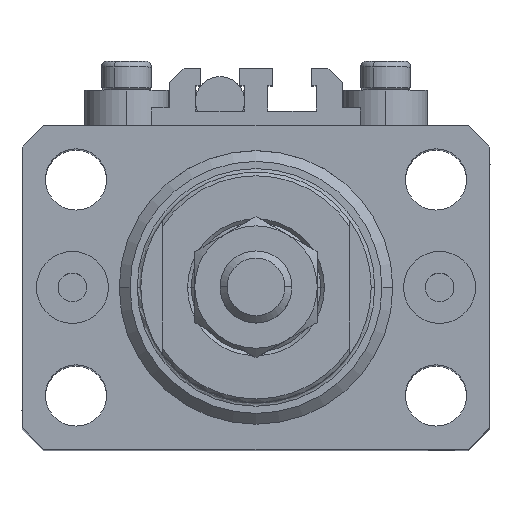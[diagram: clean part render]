
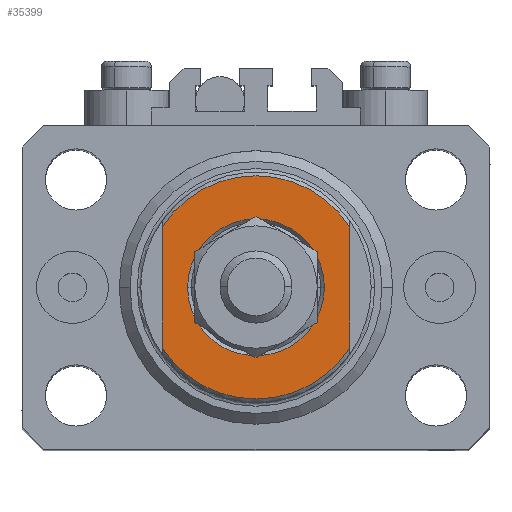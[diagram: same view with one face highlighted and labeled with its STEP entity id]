
A CAD part, top view. The second image highlights one B-rep face of the part: STEP entity #35399.
In plain terms, the highlighted face is planar.
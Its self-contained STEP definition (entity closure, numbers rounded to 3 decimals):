
#579 = VERTEX_POINT ( 'NONE', #3555 ) ;
#2120 = CARTESIAN_POINT ( 'NONE',  ( 0., 0., -6.5 ) ) ;
#2468 = EDGE_CURVE ( 'NONE', #47403, #15024, #9922, .T. ) ;
#3463 = VERTEX_POINT ( 'NONE', #35417 ) ;
#3555 = CARTESIAN_POINT ( 'NONE',  ( 9.5, 0., -6.5 ) ) ;
#4952 = CIRCLE ( 'NONE', #42564, 15.5 ) ;
#5198 = DIRECTION ( 'NONE',  ( -1., 0., 0. ) ) ;
#6530 = VERTEX_POINT ( 'NONE', #22975 ) ;
#6589 = ORIENTED_EDGE ( 'NONE', *, *, #38748, .T. ) ;
#7075 = ORIENTED_EDGE ( 'NONE', *, *, #43128, .T. ) ;
#7617 = CARTESIAN_POINT ( 'NONE',  ( 13., -8.441, -6.5 ) ) ;
#8990 = DIRECTION ( 'NONE',  ( 0., 0., 1. ) ) ;
#9878 = DIRECTION ( 'NONE',  ( -1., 0., 0. ) ) ;
#9922 = LINE ( 'NONE', #36732, #49123 ) ;
#11006 = ORIENTED_EDGE ( 'NONE', *, *, #48460, .T. ) ;
#12989 = CARTESIAN_POINT ( 'NONE',  ( 0., 0., -6.5 ) ) ;
#13623 = ORIENTED_EDGE ( 'NONE', *, *, #37242, .F. ) ;
#14810 = DIRECTION ( 'NONE',  ( 0., -1., 0. ) ) ;
#15024 = VERTEX_POINT ( 'NONE', #7617 ) ;
#15259 = AXIS2_PLACEMENT_3D ( 'NONE', #2120, #44201, #9878 ) ;
#16170 = AXIS2_PLACEMENT_3D ( 'NONE', #24242, #39537, #5198 ) ;
#17144 = FACE_BOUND ( 'NONE', #30462, .T. ) ;
#17382 = PLANE ( 'NONE',  #15259 ) ;
#18296 = EDGE_LOOP ( 'NONE', ( #34651, #31946, #7075, #13623 ) ) ;
#22975 = CARTESIAN_POINT ( 'NONE',  ( -9.5, 0., -6.5 ) ) ;
#24242 = CARTESIAN_POINT ( 'NONE',  ( 0., 0., -6.5 ) ) ;
#24527 = DIRECTION ( 'NONE',  ( -1., 0., 0. ) ) ;
#24733 = CARTESIAN_POINT ( 'NONE',  ( 0., 0., -6.5 ) ) ;
#26258 = CARTESIAN_POINT ( 'NONE',  ( -13., -8.441, -6.5 ) ) ;
#28512 = DIRECTION ( 'NONE',  ( 0., 0., -1. ) ) ;
#30462 = EDGE_LOOP ( 'NONE', ( #6589, #11006 ) ) ;
#31946 = ORIENTED_EDGE ( 'NONE', *, *, #2468, .T. ) ;
#33621 = CARTESIAN_POINT ( 'NONE',  ( -13., -43.081, -6.5 ) ) ;
#34122 = LINE ( 'NONE', #33621, #48957 ) ;
#34651 = ORIENTED_EDGE ( 'NONE', *, *, #36758, .T. ) ;
#35399 = ADVANCED_FACE ( 'NONE', ( #17144, #43948 ), #17382, .T. ) ;
#35417 = CARTESIAN_POINT ( 'NONE',  ( -13., 8.441, -6.5 ) ) ;
#35527 = DIRECTION ( 'NONE',  ( -1., 0., 0. ) ) ;
#36732 = CARTESIAN_POINT ( 'NONE',  ( 13., -43.081, -6.5 ) ) ;
#36758 = EDGE_CURVE ( 'NONE', #3463, #47403, #4952, .T. ) ;
#37161 = AXIS2_PLACEMENT_3D ( 'NONE', #41231, #45724, #41473 ) ;
#37242 = EDGE_CURVE ( 'NONE', #3463, #38729, #34122, .T. ) ;
#37795 = CIRCLE ( 'NONE', #16170, 9.5 ) ;
#38729 = VERTEX_POINT ( 'NONE', #26258 ) ;
#38748 = EDGE_CURVE ( 'NONE', #6530, #579, #47387, .T. ) ;
#39537 = DIRECTION ( 'NONE',  ( 0., 0., 1. ) ) ;
#41231 = CARTESIAN_POINT ( 'NONE',  ( 0., 0., -6.5 ) ) ;
#41473 = DIRECTION ( 'NONE',  ( -1., 0., 0. ) ) ;
#42564 = AXIS2_PLACEMENT_3D ( 'NONE', #24733, #28512, #35527 ) ;
#42597 = AXIS2_PLACEMENT_3D ( 'NONE', #12989, #8990, #24527 ) ;
#43128 = EDGE_CURVE ( 'NONE', #15024, #38729, #48351, .T. ) ;
#43948 = FACE_OUTER_BOUND ( 'NONE', #18296, .T. ) ;
#44201 = DIRECTION ( 'NONE',  ( 0., 0., -1. ) ) ;
#45322 = CARTESIAN_POINT ( 'NONE',  ( 13., 8.441, -6.5 ) ) ;
#45724 = DIRECTION ( 'NONE',  ( 0., 0., -1. ) ) ;
#47387 = CIRCLE ( 'NONE', #42597, 9.5 ) ;
#47403 = VERTEX_POINT ( 'NONE', #45322 ) ;
#47993 = DIRECTION ( 'NONE',  ( 0., -1., 0. ) ) ;
#48351 = CIRCLE ( 'NONE', #37161, 15.5 ) ;
#48460 = EDGE_CURVE ( 'NONE', #579, #6530, #37795, .T. ) ;
#48957 = VECTOR ( 'NONE', #14810, 1000. ) ;
#49123 = VECTOR ( 'NONE', #47993, 1000. ) ;
